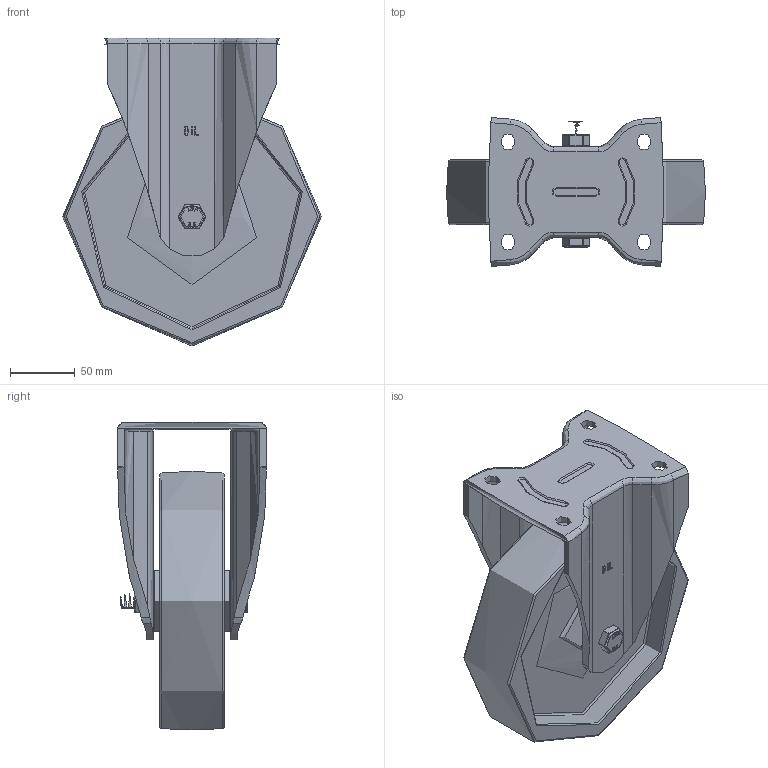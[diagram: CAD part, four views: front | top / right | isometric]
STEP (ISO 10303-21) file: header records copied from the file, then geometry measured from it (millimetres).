
FILE_DESCRIPTION(/* description */ ('','CAx-IF Rec.Pracs.---Representation and Presentation of Product Manufacturing Information (PMI)---4.0---2014-10-13'),/* implementation_level */ '2;1');
FILE_NAME(/* name */ 'BZSPHF200NYHT.step',/* time_stamp */ '2025-01-07T15:39:14Z',/* author */ (''),/* organization */ (''),/* preprocessor_version */ 'ST-DEVELOPER v20',/* originating_system */ 'Autodesk Translation Framework v13.20.0.188',/* authorisation */ '');
FILE_SCHEMA (('AP242_MANAGED_MODEL_BASED_3D_ENGINEERING_MIM_LF { 1 0 10303 442 1 1 4 }'));
Length unit declared in the file: millimetre
Products named in the file (11): BZSPHF200NY/HT; BZSPHF200AS - 60 v1; PRESSED STEEL BRACKET; BZV200WNY5130 v1; FIBRE GLASS FILLED NYLON WHEEL; TUBEM20X60 v1; ZINC PLATED STEEL TUBE; HEXBOLTM12X90Z8.8 v2; GRADE 8.8 ZINC PLATED BOLT; NM12GR8FULLZ/HT v2; NM12GR8FULLZ/HT
Assembly tree (10 placements, depth 3):
  BZSPHF200NY/HT
    BZSPHF200AS - 60 v1
      PRESSED STEEL BRACKET
    BZV200WNY5130 v1
      FIBRE GLASS FILLED NYLON WHEEL
    TUBEM20X60 v1
      ZINC PLATED STEEL TUBE
    HEXBOLTM12X90Z8.8 v2
      GRADE 8.8 ZINC PLATED BOLT
    NM12GR8FULLZ/HT v2
      NM12GR8FULLZ/HT
Bounding box: 200 x 115 x 237.85 mm (x, y, z)
Volume: 1023998.2 mm3; surface area: 227473.2 mm2
Topology: 5 solids, 5 shells, 399 faces, 973 edges, 613 vertices
Faces by surface type: cylinder 154, plane 135, torus 45, bspline 44, sphere 18, cone 3
Full cylindrical faces by diameter (mm): 9.836 x16, 11.834 x16, 12 x2, 12.2 x2, 12.5 x1, 17.75 x1, 19.9 x1, 20.5 x1, 47 x2, 173 x2
Entity records: 18768 total; most frequent: CARTESIAN_POINT 9289, ORIENTED_EDGE 1946, DIRECTION 1880, EDGE_CURVE 973, AXIS2_PLACEMENT_3D 716, VERTEX_POINT 613, LINE 448, VECTOR 448
